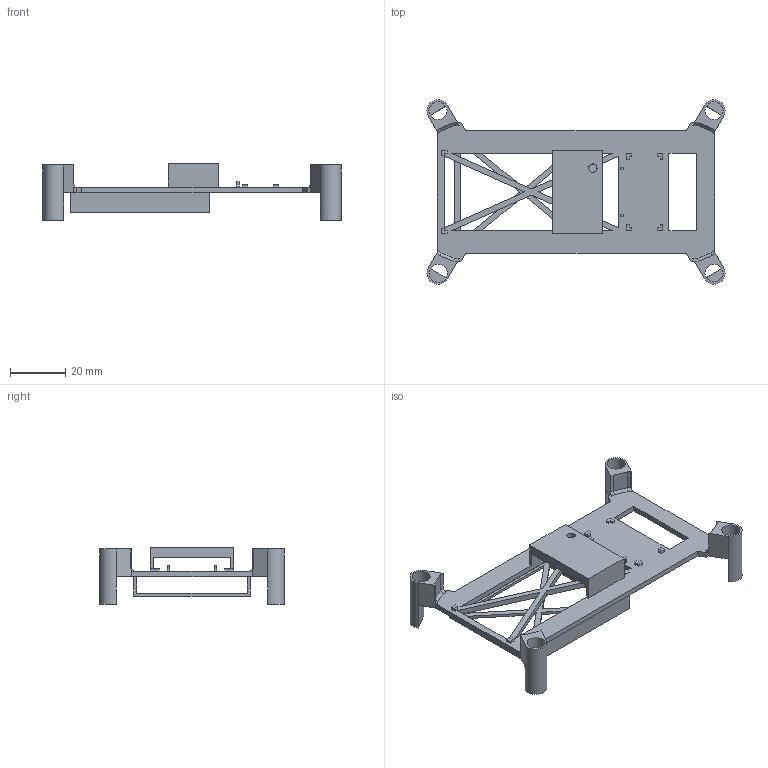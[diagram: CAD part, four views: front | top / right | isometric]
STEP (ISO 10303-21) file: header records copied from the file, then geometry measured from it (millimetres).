
FILE_DESCRIPTION(('STEP AP242'), '1');
FILE_NAME('扻豵鵨', '', ('UNSPECIFIED'), ('UNSPECIFIED'), 'C3D Converter', 'C3D Toolkit', '');
FILE_SCHEMA(('AP242_MANAGED_MODEL_BASED_3D_ENGINEERING_MIM_LF { 1 0 10303 442 1 1 4 }'));
Length unit declared in the file: millimetre
Bounding box: 107.5 x 66.5 x 20.5 mm (x, y, z)
Volume: 11377.5 mm3; surface area: 14905.1 mm2
Topology: 1 solids, 1 shells, 170 faces, 467 edges, 302 vertices
Faces by surface type: plane 161, cylinder 9
Full cylindrical faces by diameter (mm): 3 x1, 6.5 x4
Entity records: 5348 total; most frequent: CARTESIAN_POINT 935, ORIENTED_EDGE 924, DIRECTION 830, EDGE_CURVE 462, LINE 436, VECTOR 436, VERTEX_POINT 302, EDGE_LOOP 208
